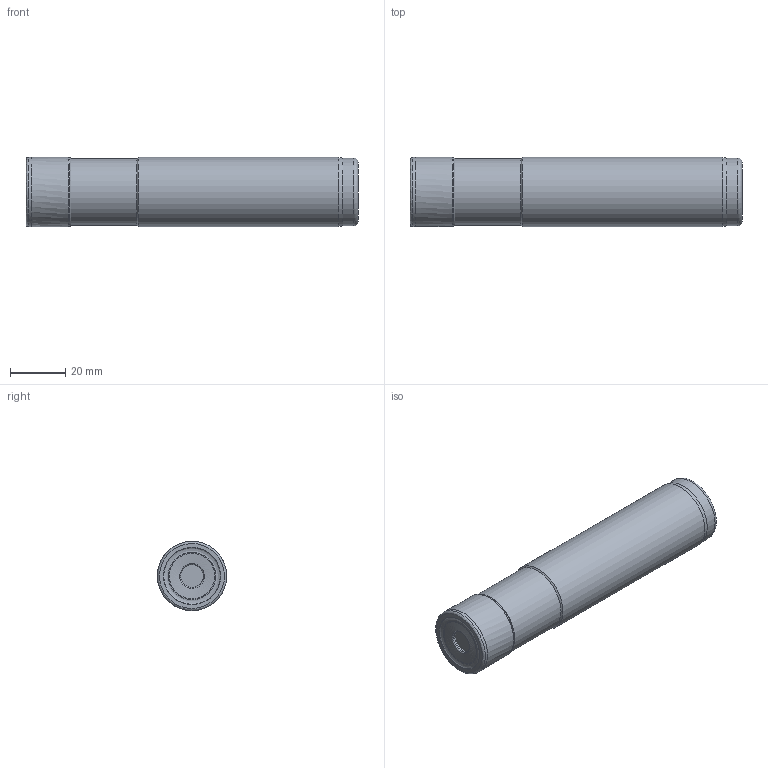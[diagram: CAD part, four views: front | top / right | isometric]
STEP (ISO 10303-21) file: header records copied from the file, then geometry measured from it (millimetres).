
FILE_DESCRIPTION(/* description */ (''),/* implementation_level */ '2;1');
FILE_NAME(/* name */ 'AEM90-AP16Y-D25-C25-L120-Z02.stp',/* time_stamp */ '2023-10-18T15:46:28+03:00',/* author */ (''),/* organization */ (''),/* preprocessor_version */ 'ST-DEVELOPER v19.4',/* originating_system */ 'SIEMENS PLM Software NX2306.3001',/* authorisation */ '');
FILE_SCHEMA (('AUTOMOTIVE_DESIGN { 1 0 10303 214 3 1 1 1 }'));
Length unit declared in the file: millimetre
Products named in the file (1): AEM90-AP16Y-D25-C25-L120-Z02
Bounding box: 120 x 25 x 25 mm (x, y, z)
Volume: 63360.2 mm3; surface area: 12475.1 mm2
Topology: 2 solids, 2 shells, 32 faces, 80 edges, 50 vertices
Faces by surface type: revolution 21, cone 4, cylinder 3, torus 2, plane 2
Full cylindrical faces by diameter (mm): 24 x1, 24.5 x1, 25 x1
Entity records: 860 total; most frequent: CARTESIAN_POINT 288, DIRECTION 108, EDGE_LOOP 62, ORIENTED_EDGE 62, FACE_BOUND 60, AXIS2_PLACEMENT_3D 43, ADVANCED_FACE 32, VERTEX_POINT 31
